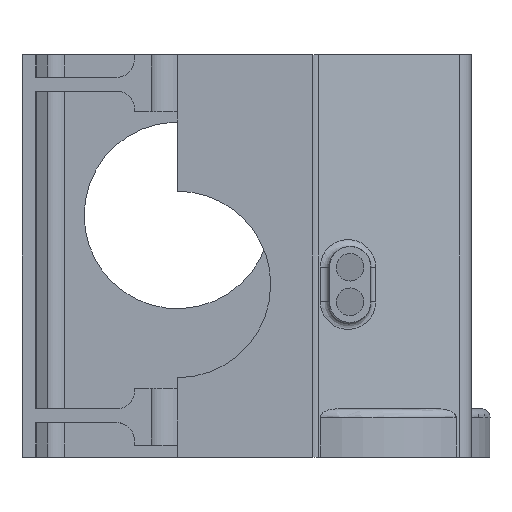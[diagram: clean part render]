
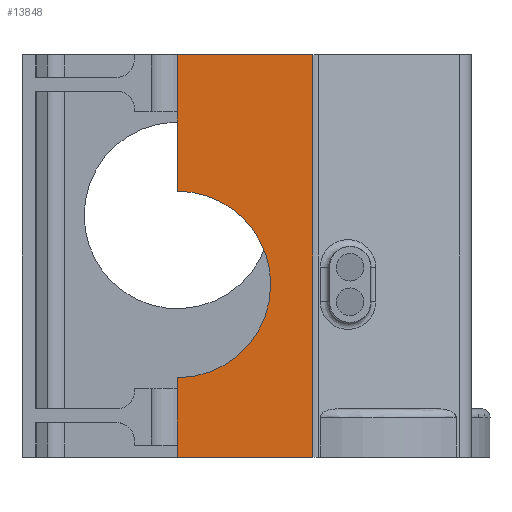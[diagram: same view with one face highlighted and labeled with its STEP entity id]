
A CAD part, left-side view. The second image highlights one B-rep face of the part: STEP entity #13848.
In plain terms, the highlighted planar face has unit normal (-1, 0, 0).
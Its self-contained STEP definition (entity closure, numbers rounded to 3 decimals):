
#11238=CARTESIAN_POINT('POINT246',(-80.,
   -78.377,113.));
#11239=VERTEX_POINT('VERTEX246',#11238);
#11247=CARTESIAN_POINT('POINT247',(-80.,
   -78.377,-120.));
#11248=VERTEX_POINT('VERTEX247',#11247);
#11249=CARTESIAN_POINT('POS328',(-80.,-78.377,
   -73.4));
#11250=DIRECTION('DIR510',(0.,0.,
   1.));
#11251=VECTOR('VEC146',#11250,1.);
#11252=LINE('STRAIGHT146',#11249,#11251);
#11253=EDGE_CURVE('EDGE370',#11239,#11248,#11252,.F.);
#11270=CARTESIAN_POINT('POINT248',(-80.,0.,-120.));
#11271=VERTEX_POINT('VERTEX248',#11270);
#11295=CARTESIAN_POINT('POS332',(-80.,-42.337,
   -120.));
#11296=DIRECTION('DIR516',(0.,1.,0.));
#11297=VECTOR('VEC148',#11296,1.);
#11298=LINE('STRAIGHT148',#11295,#11297);
#11299=EDGE_CURVE('EDGE374',#11248,#11271,#11298,.T.);
#11325=CARTESIAN_POINT('POINT249',(-80.,0.,
   -74.));
#11326=VERTEX_POINT('VERTEX249',#11325);
#11327=CARTESIAN_POINT('POS335',(-80.,0.,-50.225));
#11328=DIRECTION('DIR520',(0.,0.,-1.));
#11329=VECTOR('VEC150',#11328,1.);
#11330=LINE('STRAIGHT150',#11327,#11329);
#11331=EDGE_CURVE('EDGE376',#11271,#11326,#11330,.F.);
#11427=CARTESIAN_POINT('POINT257',(-80.,-38.184,
   18.184));
#11428=VERTEX_POINT('VERTEX257',#11427);
#11444=CARTESIAN_POINT('POINT259',(-80.,-54.,-20.));
#11445=VERTEX_POINT('VERTEX259',#11444);
#11451=CARTESIAN_POINT('POS348',(-80.,0.,
   -20.));
#11452=DIRECTION('DIR538',(1.,0.,
   0.));
#11453=DIRECTION('DIR539',(0.,-0.707,
   0.707));
#11454=AXIS2_PLACEMENT_3D('AXIS191',#11451,#11452,#11453);
#11455=CIRCLE('ELLIPSE107',#11454,54.);
#11456=EDGE_CURVE('EDGE390',#11445,#11428,#11455,.F.);
#11467=CARTESIAN_POINT('POS350',(-80.,0.,
   -20.));
#11468=DIRECTION('DIR542',(1.,0.,
   0.));
#11469=DIRECTION('DIR543',(0.,-0.707,
   0.707));
#11470=AXIS2_PLACEMENT_3D('AXIS193',#11467,#11468,#11469);
#11471=CIRCLE('ELLIPSE108',#11470,54.);
#11472=EDGE_CURVE('EDGE391',#11326,#11445,#11471,.F.);
#13761=CARTESIAN_POINT('POINT311',(-80.,0.,113.));
#13762=VERTEX_POINT('VERTEX311',#13761);
#13771=CARTESIAN_POINT('POS422',(-80.,-62.094,
   113.));
#13772=DIRECTION('DIR650',(0.,1.,0.));
#13773=VECTOR('VEC194',#13772,1.);
#13774=LINE('STRAIGHT194',#13771,#13773);
#13775=EDGE_CURVE('EDGE476',#13762,#11239,#13774,.F.);
#13825=ORIENTED_EDGE('COEDGE897',*,*,#11472,.F.);
#13826=ORIENTED_EDGE('COEDGE898',*,*,#11331,.F.);
#13827=ORIENTED_EDGE('COEDGE899',*,*,#11299,.F.);
#13828=ORIENTED_EDGE('COEDGE900',*,*,#11253,.F.);
#13829=ORIENTED_EDGE('COEDGE901',*,*,#13775,.F.);
#13830=CARTESIAN_POINT('POINT317',(-80.,0.,
   34.));
#13831=VERTEX_POINT('VERTEX317',#13830);
#13832=CARTESIAN_POINT('POS428',(-80.,0.,35.025));
#13833=DIRECTION('DIR658',(0.,0.,-1.));
#13834=VECTOR('VEC198',#13833,1.);
#13835=LINE('STRAIGHT198',#13832,#13834);
#13836=EDGE_CURVE('EDGE482',#13831,#13762,#13835,.F.);
#13837=ORIENTED_EDGE('COEDGE902',*,*,#13836,.F.);
#13838=EDGE_CURVE('EDGE483',#11428,#13831,#11455,.F.);
#13839=ORIENTED_EDGE('COEDGE903',*,*,#13838,.F.);
#13840=ORIENTED_EDGE('COEDGE904',*,*,#11456,.F.);
#13841=EDGE_LOOP('NONE',(#13825,#13826,#13827,#13828,#13829,#13837,
   #13839,#13840));
#13842=FACE_BOUND('LOOP1',#13841,.T.);
#13843=CARTESIAN_POINT('POS429',(-80.,-39.189,
   -3.45));
#13844=DIRECTION('DIR659',(1.,0.,0.));
#13845=DIRECTION('DIR660',(0.,1.,0.));
#13846=AXIS2_PLACEMENT_3D('AXIS231',#13843,#13844,#13845);
#13847=PLANE('PLANE47',#13846);
#13848=ADVANCED_FACE('FACE171',(#13842),#13847,.F.);
